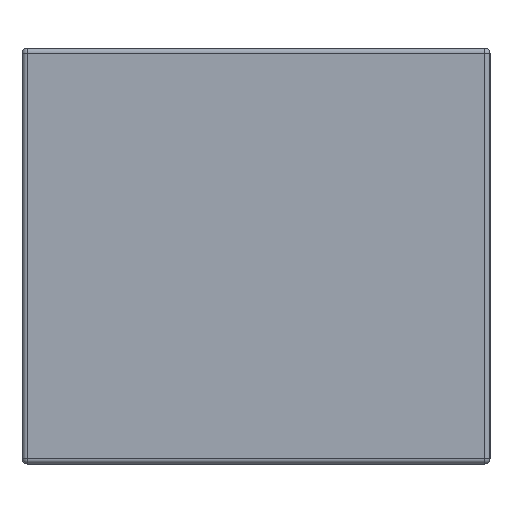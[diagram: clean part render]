
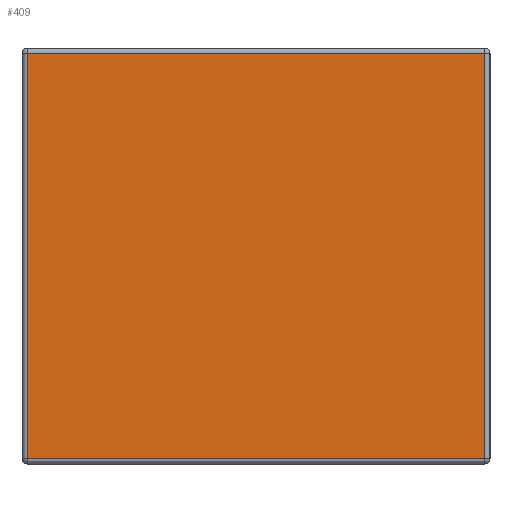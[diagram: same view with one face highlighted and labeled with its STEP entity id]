
A CAD part, left-side view. The second image highlights one B-rep face of the part: STEP entity #409.
In plain terms, the highlighted planar face has unit normal (-1, 0, 0).
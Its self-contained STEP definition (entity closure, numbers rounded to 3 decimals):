
#104 = CARTESIAN_POINT ( 'NONE',  ( -1.6, 1.78, -0.78 ) ) ;
#167 = ORIENTED_EDGE ( 'NONE', *, *, #1367, .T. ) ;
#200 = VERTEX_POINT ( 'NONE', #251 ) ;
#251 = CARTESIAN_POINT ( 'NONE',  ( -1.6, 0.02, -0.78 ) ) ;
#305 = VERTEX_POINT ( 'NONE', #104 ) ;
#308 = ORIENTED_EDGE ( 'NONE', *, *, #1721, .T. ) ;
#322 = CARTESIAN_POINT ( 'NONE',  ( -1.6, 1.8, 0.78 ) ) ;
#361 = CARTESIAN_POINT ( 'NONE',  ( -1.6, 0.02, 0.78 ) ) ;
#409 = ADVANCED_FACE ( 'NONE', ( #469 ), #435, .F. ) ;
#435 = PLANE ( 'NONE',  #1063 ) ;
#469 = FACE_OUTER_BOUND ( 'NONE', #1543, .T. ) ;
#557 = ORIENTED_EDGE ( 'NONE', *, *, #827, .T. ) ;
#581 = DIRECTION ( 'NONE',  ( 1., 0., 0. ) ) ;
#590 = CARTESIAN_POINT ( 'NONE',  ( -1.6, 1.8, -0.78 ) ) ;
#652 = LINE ( 'NONE', #1569, #669 ) ;
#669 = VECTOR ( 'NONE', #1079, 1000. ) ;
#709 = DIRECTION ( 'NONE',  ( 0., 0., 1. ) ) ;
#711 = VECTOR ( 'NONE', #709, 1000. ) ;
#730 = LINE ( 'NONE', #1271, #711 ) ;
#736 = DIRECTION ( 'NONE',  ( 0., -1., 0. ) ) ;
#827 = EDGE_CURVE ( 'NONE', #1227, #1213, #1195, .T. ) ;
#938 = CARTESIAN_POINT ( 'NONE',  ( -1.6, 1.78, 0.78 ) ) ;
#1002 = EDGE_CURVE ( 'NONE', #305, #200, #1880, .T. ) ;
#1037 = CARTESIAN_POINT ( 'NONE',  ( -1.6, 1.8, 0.8 ) ) ;
#1063 = AXIS2_PLACEMENT_3D ( 'NONE', #1037, #581, #1601 ) ;
#1079 = DIRECTION ( 'NONE',  ( 0., 0., -1. ) ) ;
#1195 = LINE ( 'NONE', #322, #1839 ) ;
#1213 = VERTEX_POINT ( 'NONE', #938 ) ;
#1227 = VERTEX_POINT ( 'NONE', #361 ) ;
#1271 = CARTESIAN_POINT ( 'NONE',  ( -1.6, 0.02, 0.78 ) ) ;
#1367 = EDGE_CURVE ( 'NONE', #1213, #305, #652, .T. ) ;
#1543 = EDGE_LOOP ( 'NONE', ( #167, #1560, #308, #557 ) ) ;
#1560 = ORIENTED_EDGE ( 'NONE', *, *, #1002, .T. ) ;
#1569 = CARTESIAN_POINT ( 'NONE',  ( -1.6, 1.78, 0.8 ) ) ;
#1601 = DIRECTION ( 'NONE',  ( 0., 0., -1. ) ) ;
#1721 = EDGE_CURVE ( 'NONE', #200, #1227, #730, .T. ) ;
#1839 = VECTOR ( 'NONE', #1857, 1000. ) ;
#1857 = DIRECTION ( 'NONE',  ( 0., 1., 0. ) ) ;
#1880 = LINE ( 'NONE', #590, #1884 ) ;
#1884 = VECTOR ( 'NONE', #736, 1000. ) ;
